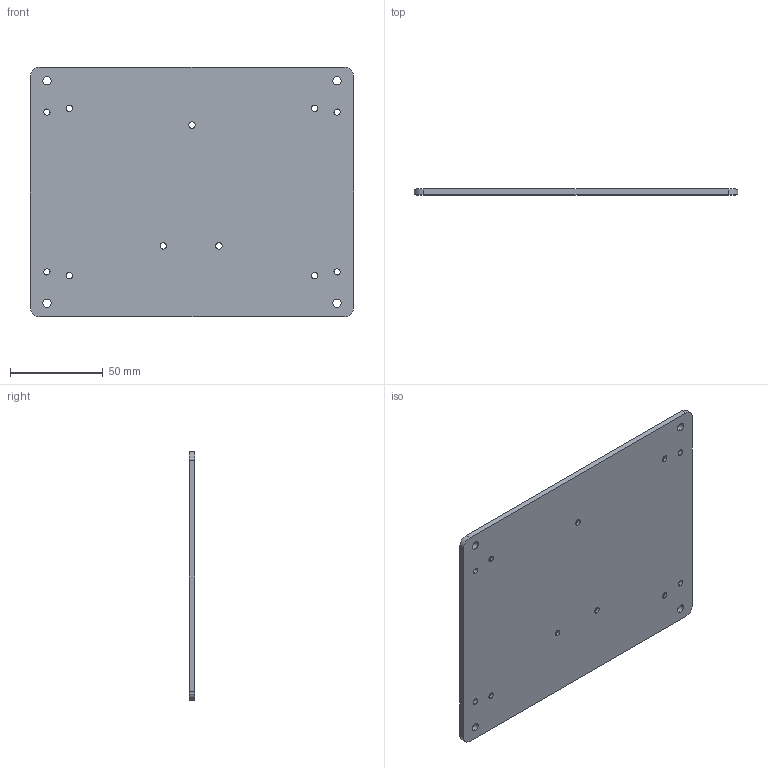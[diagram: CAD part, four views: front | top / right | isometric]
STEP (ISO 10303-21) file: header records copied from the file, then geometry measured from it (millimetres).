
FILE_DESCRIPTION (( 'STEP AP214' ), '1' );
FILE_NAME ('Part29 v2.STEP', '2025-03-05T14:59:32', ( '' ), ( '' ), 'SwSTEP 2.0', 'SolidWorks 2024', '' );
FILE_SCHEMA (( 'AUTOMOTIVE_DESIGN' ));
Length unit declared in the file: millimetre
Products named in the file (1): Part29 v2
Bounding box: 174 x 3 x 134 mm (x, y, z)
Volume: 69298.5 mm3; surface area: 48562.6 mm2
Topology: 1 solids, 1 shells, 54 faces, 142 edges, 90 vertices
Faces by surface type: cylinder 34, cone 14, plane 6
Entity records: 1779 total; most frequent: DIRECTION 334, CARTESIAN_POINT 287, ORIENTED_EDGE 284, EDGE_CURVE 142, AXIS2_PLACEMENT_3D 137, VERTEX_POINT 90, EDGE_LOOP 84, CIRCLE 82
